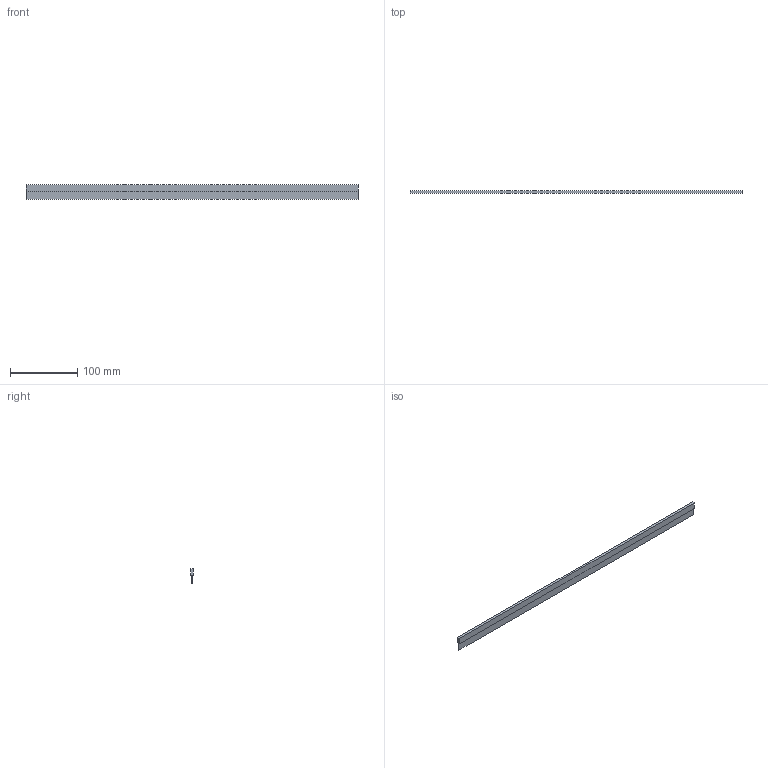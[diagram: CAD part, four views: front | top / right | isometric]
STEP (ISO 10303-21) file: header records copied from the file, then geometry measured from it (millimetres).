
FILE_DESCRIPTION (( 'STEP AP214' ), '1' );
FILE_NAME ('191815.STEP', '2020-02-13T11:21:17', ( '' ), ( '' ), 'SwSTEP 2.0', 'SolidWorks 2018', '' );
FILE_SCHEMA (( 'AUTOMOTIVE_DESIGN' ));
Length unit declared in the file: millimetre
Products named in the file (1): 191815
Bounding box: 492 x 4 x 22 mm (x, y, z)
Volume: 28536 mm3; surface area: 25700 mm2
Topology: 1 solids, 1 shells, 10 faces, 24 edges, 16 vertices
Faces by surface type: plane 10
Entity records: 322 total; most frequent: CARTESIAN_POINT 51, ORIENTED_EDGE 48, DIRECTION 46, VECTOR 24, EDGE_CURVE 24, LINE 24, VERTEX_POINT 16, AXIS2_PLACEMENT_3D 11
